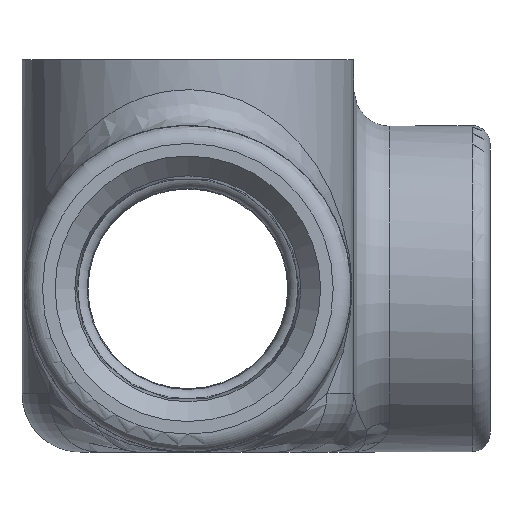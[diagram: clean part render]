
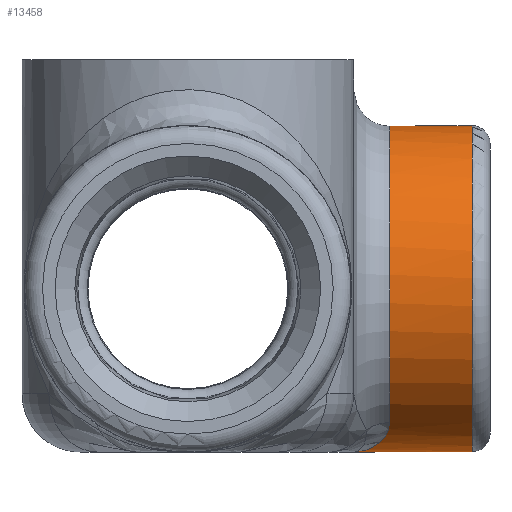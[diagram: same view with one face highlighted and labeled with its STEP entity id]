
A CAD part, left-side view. The second image highlights one B-rep face of the part: STEP entity #13458.
In plain terms, the highlighted cylindrical face has radius 27.813 mm (diameter 55.626 mm), a full revolution.
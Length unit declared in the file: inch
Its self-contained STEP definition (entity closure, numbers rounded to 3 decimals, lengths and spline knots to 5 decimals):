
#3208=B_SPLINE_CURVE_WITH_KNOTS('',3,(#18751,#18752,#18753,#18754,#18755,
#18756,#18757,#18758,#18759,#18760),.UNSPECIFIED.,.F.,.F.,(4,2,1,1,1,1,
4),(-0.00266,0.,0.43219,0.86437,1.29656,
1.72874,2.16093),.UNSPECIFIED.);
#3209=B_SPLINE_CURVE_WITH_KNOTS('',3,(#18821,#18822,#18823,#18824,#18825,
#18826,#18827,#18828,#18829,#18830,#18831,#18832),.UNSPECIFIED.,.F.,.F.,
(4,1,1,1,1,1,1,2,4),(4.57191,5.0041,5.22019,
5.43629,5.65238,5.86847,6.30066,6.73284,
6.73551),.UNSPECIFIED.);
#3830=FACE_BOUND('',#4721,.T.);
#3976=FACE_OUTER_BOUND('',#4720,.T.);
#4720=EDGE_LOOP('',(#8978,#8979,#8980));
#4721=EDGE_LOOP('',(#8981));
#5566=CIRCLE('',#14223,1.095);
#5575=CIRCLE('',#14237,1.095);
#5686=VERTEX_POINT('',#17799);
#5708=VERTEX_POINT('',#18337);
#5709=VERTEX_POINT('',#18339);
#5723=VERTEX_POINT('',#19681);
#6998=EDGE_CURVE('',#5708,#5709,#5566,.T.);
#7016=EDGE_CURVE('',#5686,#5708,#3208,.T.);
#7017=EDGE_CURVE('',#5709,#5686,#3209,.T.);
#7027=EDGE_CURVE('',#5723,#5723,#5575,.T.);
#8978=ORIENTED_EDGE('',*,*,#7017,.F.);
#8979=ORIENTED_EDGE('',*,*,#6998,.F.);
#8980=ORIENTED_EDGE('',*,*,#7016,.F.);
#8981=ORIENTED_EDGE('',*,*,#7027,.F.);
#12651=CYLINDRICAL_SURFACE('',#14238,1.095);
#13458=ADVANCED_FACE('',(#3976,#3830),#12651,.T.);
#14223=AXIS2_PLACEMENT_3D('',#18340,#14927,#14928);
#14237=AXIS2_PLACEMENT_3D('',#19682,#14965,#14966);
#14238=AXIS2_PLACEMENT_3D('',#19683,#14967,#14968);
#14927=DIRECTION('center_axis',(0.,1.,0.));
#14928=DIRECTION('ref_axis',(0.,0.,1.));
#14965=DIRECTION('center_axis',(0.,-1.,0.));
#14966=DIRECTION('ref_axis',(-1.,0.,0.));
#14967=DIRECTION('center_axis',(0.,1.,0.));
#14968=DIRECTION('ref_axis',(-1.,0.,0.));
#17799=CARTESIAN_POINT('',(0.,-1.1125,-1.315));
#18337=CARTESIAN_POINT('',(-0.62639,-1.3525,-1.11815));
#18339=CARTESIAN_POINT('',(0.62639,-1.3525,-1.11815));
#18340=CARTESIAN_POINT('Origin',(0.,-1.3525,-0.22));
#18751=CARTESIAN_POINT('Ctrl Pts',(0.,-1.1125,-1.315));
#18752=CARTESIAN_POINT('Ctrl Pts',(-0.00026,-1.11264,
-1.315));
#18753=CARTESIAN_POINT('Ctrl Pts',(-0.00053,-1.11277,
-1.315));
#18754=CARTESIAN_POINT('Ctrl Pts',(-0.04362,-1.13505,
-1.31497));
#18755=CARTESIAN_POINT('Ctrl Pts',(-0.12962,-1.1795,
-1.30985));
#18756=CARTESIAN_POINT('Ctrl Pts',(-0.25762,-1.24245,
-1.28695));
#18757=CARTESIAN_POINT('Ctrl Pts',(-0.38456,-1.29784,
-1.24816));
#18758=CARTESIAN_POINT('Ctrl Pts',(-0.50861,-1.33964,
-1.19297));
#18759=CARTESIAN_POINT('Ctrl Pts',(-0.58823,-1.3525,-1.14476));
#18760=CARTESIAN_POINT('Ctrl Pts',(-0.62639,-1.3525,-1.11815));
#18821=CARTESIAN_POINT('Ctrl Pts',(0.62639,-1.3525,-1.11815));
#18822=CARTESIAN_POINT('Ctrl Pts',(0.58823,-1.3525,-1.14476));
#18823=CARTESIAN_POINT('Ctrl Pts',(0.52852,-1.34286,
-1.18092));
#18824=CARTESIAN_POINT('Ctrl Pts',(0.44658,-1.31873,
-1.22056));
#18825=CARTESIAN_POINT('Ctrl Pts',(0.38423,-1.29617,
-1.24611));
#18826=CARTESIAN_POINT('Ctrl Pts',(0.32103,-1.27012,-1.26758));
#18827=CARTESIAN_POINT('Ctrl Pts',(0.23631,-1.23197,-1.29076));
#18828=CARTESIAN_POINT('Ctrl Pts',(0.12959,-1.17948,
-1.30987));
#18829=CARTESIAN_POINT('Ctrl Pts',(0.04362,-1.13505,
-1.31497));
#18830=CARTESIAN_POINT('Ctrl Pts',(0.00053,-1.11277,
-1.315));
#18831=CARTESIAN_POINT('Ctrl Pts',(0.00026,-1.11264,
-1.315));
#18832=CARTESIAN_POINT('Ctrl Pts',(0.,-1.1125,-1.315));
#19681=CARTESIAN_POINT('',(1.095,-1.9065,-0.22));
#19682=CARTESIAN_POINT('Origin',(0.,-1.9065,-0.22));
#19683=CARTESIAN_POINT('Origin',(0.,-2.0265,-0.22));
